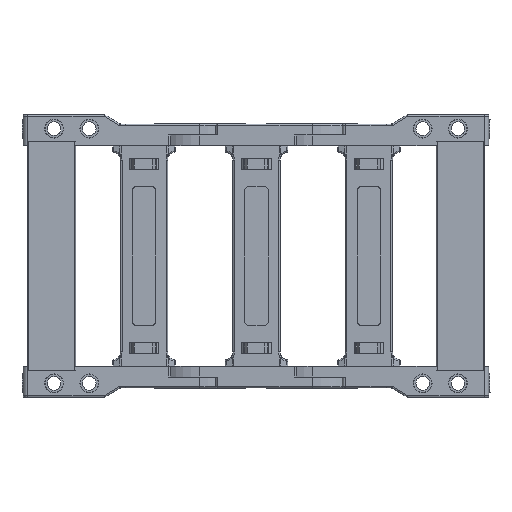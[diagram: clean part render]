
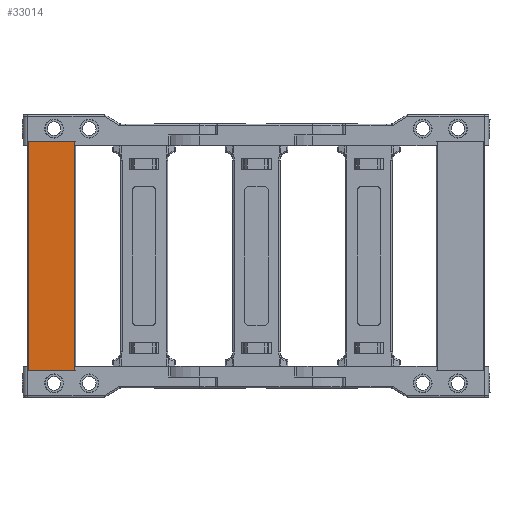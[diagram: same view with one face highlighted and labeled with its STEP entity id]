
A CAD part, front view. The second image highlights one B-rep face of the part: STEP entity #33014.
In plain terms, the highlighted planar face has unit normal (0, -1, 0).
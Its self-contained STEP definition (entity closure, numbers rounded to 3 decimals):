
#2368 = CARTESIAN_POINT ( 'NONE',  ( -217.633, -31., -90.48 ) ) ;
#3559 = DIRECTION ( 'NONE',  ( -1., 0., 0. ) ) ;
#6097 = ORIENTED_EDGE ( 'NONE', *, *, #107940, .T. ) ;
#8861 = DIRECTION ( 'NONE',  ( 1., 0., 0. ) ) ;
#11300 = VERTEX_POINT ( 'NONE', #88635 ) ;
#12822 = EDGE_CURVE ( 'NONE', #37007, #91012, #34357, .T. ) ;
#13009 = ORIENTED_EDGE ( 'NONE', *, *, #107989, .F. ) ;
#13429 = LINE ( 'NONE', #96529, #103755 ) ;
#15893 = DIRECTION ( 'NONE',  ( -1., 0., 0. ) ) ;
#16162 = AXIS2_PLACEMENT_3D ( 'NONE', #95646, #113246, #8861 ) ;
#19775 = EDGE_CURVE ( 'NONE', #11300, #91012, #71715, .T. ) ;
#22000 = VECTOR ( 'NONE', #46734, 1000. ) ;
#25440 = CARTESIAN_POINT ( 'NONE',  ( -187.972, -31., -29.98 ) ) ;
#33014 = ADVANCED_FACE ( 'NONE', ( #51249 ), #61606, .T. ) ;
#34357 = LINE ( 'NONE', #2368, #22000 ) ;
#37007 = VERTEX_POINT ( 'NONE', #98432 ) ;
#38409 = CARTESIAN_POINT ( 'NONE',  ( -187.972, -31., -176.98 ) ) ;
#44225 = DIRECTION ( 'NONE',  ( 0., 0., -1. ) ) ;
#46734 = DIRECTION ( 'NONE',  ( 0., 0., -1. ) ) ;
#51249 = FACE_OUTER_BOUND ( 'NONE', #112303, .T. ) ;
#61606 = PLANE ( 'NONE',  #16162 ) ;
#69880 = CARTESIAN_POINT ( 'NONE',  ( -217.633, -31., -176.98 ) ) ;
#71715 = LINE ( 'NONE', #38409, #103233 ) ;
#88635 = CARTESIAN_POINT ( 'NONE',  ( -187.972, -31., -176.98 ) ) ;
#91012 = VERTEX_POINT ( 'NONE', #69880 ) ;
#95646 = CARTESIAN_POINT ( 'NONE',  ( -187.972, -31., -90.48 ) ) ;
#96529 = CARTESIAN_POINT ( 'NONE',  ( -187.972, -31., -90.48 ) ) ;
#97490 = ORIENTED_EDGE ( 'NONE', *, *, #12822, .T. ) ;
#98242 = LINE ( 'NONE', #25440, #102309 ) ;
#98432 = CARTESIAN_POINT ( 'NONE',  ( -217.633, -31., -29.98 ) ) ;
#102309 = VECTOR ( 'NONE', #15893, 1000. ) ;
#103233 = VECTOR ( 'NONE', #3559, 1000. ) ;
#103755 = VECTOR ( 'NONE', #44225, 1000. ) ;
#104122 = ORIENTED_EDGE ( 'NONE', *, *, #19775, .F. ) ;
#107940 = EDGE_CURVE ( 'NONE', #112295, #37007, #98242, .T. ) ;
#107989 = EDGE_CURVE ( 'NONE', #112295, #11300, #13429, .T. ) ;
#112295 = VERTEX_POINT ( 'NONE', #113285 ) ;
#112303 = EDGE_LOOP ( 'NONE', ( #13009, #6097, #97490, #104122 ) ) ;
#113246 = DIRECTION ( 'NONE',  ( 0., -1., 0. ) ) ;
#113285 = CARTESIAN_POINT ( 'NONE',  ( -187.972, -31., -29.98 ) ) ;
